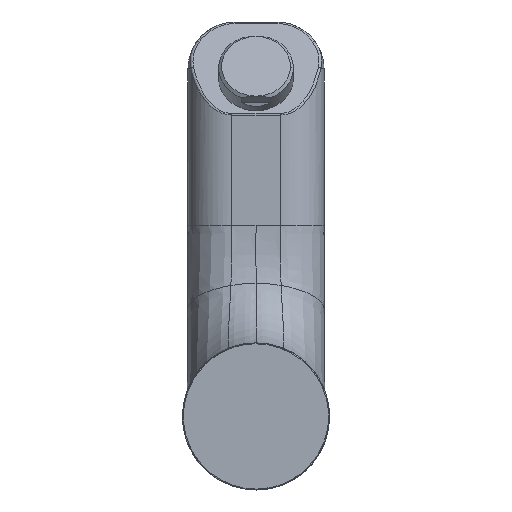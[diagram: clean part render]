
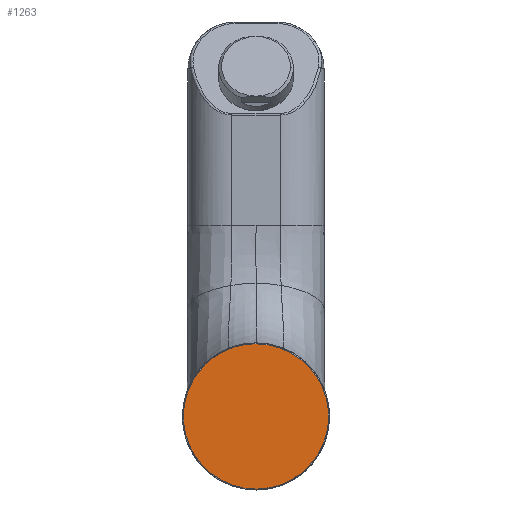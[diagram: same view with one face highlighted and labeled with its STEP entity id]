
A CAD part, front view. The second image highlights one B-rep face of the part: STEP entity #1263.
In plain terms, the highlighted planar face has unit normal (0, -1, 0).
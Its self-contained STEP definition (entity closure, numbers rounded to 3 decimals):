
#1263 = ADVANCED_FACE ( 'NONE', ( #2974 ), #1439, .T. ) ;
#1286 =( BOUNDED_CURVE ( )  B_SPLINE_CURVE ( 3, ( #9561, #4842, #3864, #13080 ),
 .UNSPECIFIED., .F., .F. ) 
 B_SPLINE_CURVE_WITH_KNOTS ( ( 4, 4 ),
 ( 0., 0.002 ),
 .UNSPECIFIED. ) 
 CURVE ( )  GEOMETRIC_REPRESENTATION_ITEM ( )  RATIONAL_B_SPLINE_CURVE ( ( 1., 1., 1., 1. ) ) 
 REPRESENTATION_ITEM ( '' )  );
#1439 = PLANE ( 'NONE',  #10982 ) ;
#1624 = CARTESIAN_POINT ( 'NONE',  ( 0.158, 0., 23.194 ) ) ;
#1650 = EDGE_CURVE ( 'NONE', #4683, #7831, #3302, .T. ) ;
#2352 = CARTESIAN_POINT ( 'NONE',  ( -0.053, 0., -23.195 ) ) ;
#2659 = EDGE_CURVE ( 'NONE', #13332, #4683, #4266, .T. ) ;
#2974 = FACE_OUTER_BOUND ( 'NONE', #13183, .T. ) ;
#3302 =( BOUNDED_CURVE ( )  B_SPLINE_CURVE ( 3, ( #11919, #7362, #10754, #9730 ),
 .UNSPECIFIED., .F., .T. ) 
 B_SPLINE_CURVE_WITH_KNOTS ( ( 4, 4 ),
 ( 0.002, 1. ),
 .UNSPECIFIED. ) 
 CURVE ( )  GEOMETRIC_REPRESENTATION_ITEM ( )  RATIONAL_B_SPLINE_CURVE ( ( 1., 0.336, 0.336, 1. ) ) 
 REPRESENTATION_ITEM ( '' )  );
#3864 = CARTESIAN_POINT ( 'NONE',  ( 0.105, 0., 23.195 ) ) ;
#4266 =( BOUNDED_CURVE ( )  B_SPLINE_CURVE ( 3, ( #11702, #2352, #11851, #9324 ),
 .UNSPECIFIED., .F., .T. ) 
 B_SPLINE_CURVE_WITH_KNOTS ( ( 4, 4 ),
 ( 0., 0.002 ),
 .UNSPECIFIED. ) 
 CURVE ( )  GEOMETRIC_REPRESENTATION_ITEM ( )  RATIONAL_B_SPLINE_CURVE ( ( 1., 1., 1., 1. ) ) 
 REPRESENTATION_ITEM ( '' )  );
#4683 = VERTEX_POINT ( 'NONE', #11875 ) ;
#4829 = DIRECTION ( 'NONE',  ( 0., 0., -1. ) ) ;
#4842 = CARTESIAN_POINT ( 'NONE',  ( 0.053, 0., 23.195 ) ) ;
#5530 = CARTESIAN_POINT ( 'NONE',  ( 46.233, 0., 22.88 ) ) ;
#6365 = VERTEX_POINT ( 'NONE', #1624 ) ;
#6462 = ORIENTED_EDGE ( 'NONE', *, *, #12723, .F. ) ;
#7299 =( BOUNDED_CURVE ( )  B_SPLINE_CURVE ( 3, ( #10415, #5530, #8268, #8312 ),
 .UNSPECIFIED., .F., .F. ) 
 B_SPLINE_CURVE_WITH_KNOTS ( ( 4, 4 ),
 ( 0.002, 1. ),
 .UNSPECIFIED. ) 
 CURVE ( )  GEOMETRIC_REPRESENTATION_ITEM ( )  RATIONAL_B_SPLINE_CURVE ( ( 1., 0.336, 0.336, 1. ) ) 
 REPRESENTATION_ITEM ( '' )  );
#7362 = CARTESIAN_POINT ( 'NONE',  ( -46.233, 0., -22.88 ) ) ;
#7831 = VERTEX_POINT ( 'NONE', #10788 ) ;
#8268 = CARTESIAN_POINT ( 'NONE',  ( 46.076, 0., -23.195 ) ) ;
#8297 = CARTESIAN_POINT ( 'NONE',  ( 0., 0., -23.195 ) ) ;
#8312 = CARTESIAN_POINT ( 'NONE',  ( 0., 0., -23.195 ) ) ;
#8428 = CARTESIAN_POINT ( 'NONE',  ( 0., 0., 0. ) ) ;
#9324 = CARTESIAN_POINT ( 'NONE',  ( -0.158, 0., -23.194 ) ) ;
#9561 = CARTESIAN_POINT ( 'NONE',  ( 0., 0., 23.195 ) ) ;
#9589 = DIRECTION ( 'NONE',  ( 0., -1., 0. ) ) ;
#9730 = CARTESIAN_POINT ( 'NONE',  ( 0., 0., 23.195 ) ) ;
#9999 = EDGE_CURVE ( 'NONE', #6365, #13332, #7299, .T. ) ;
#10415 = CARTESIAN_POINT ( 'NONE',  ( 0.158, 0., 23.194 ) ) ;
#10754 = CARTESIAN_POINT ( 'NONE',  ( -46.076, 0., 23.195 ) ) ;
#10788 = CARTESIAN_POINT ( 'NONE',  ( 0., 0., 23.195 ) ) ;
#10982 = AXIS2_PLACEMENT_3D ( 'NONE', #8428, #9589, #4829 ) ;
#11702 = CARTESIAN_POINT ( 'NONE',  ( 0., 0., -23.195 ) ) ;
#11851 = CARTESIAN_POINT ( 'NONE',  ( -0.105, 0., -23.195 ) ) ;
#11875 = CARTESIAN_POINT ( 'NONE',  ( -0.158, 0., -23.194 ) ) ;
#11919 = CARTESIAN_POINT ( 'NONE',  ( -0.158, 0., -23.194 ) ) ;
#12723 = EDGE_CURVE ( 'NONE', #7831, #6365, #1286, .T. ) ;
#13080 = CARTESIAN_POINT ( 'NONE',  ( 0.158, 0., 23.194 ) ) ;
#13183 = EDGE_LOOP ( 'NONE', ( #14644, #13889, #6462, #14382 ) ) ;
#13332 = VERTEX_POINT ( 'NONE', #8297 ) ;
#13889 = ORIENTED_EDGE ( 'NONE', *, *, #9999, .F. ) ;
#14382 = ORIENTED_EDGE ( 'NONE', *, *, #1650, .F. ) ;
#14644 = ORIENTED_EDGE ( 'NONE', *, *, #2659, .F. ) ;
